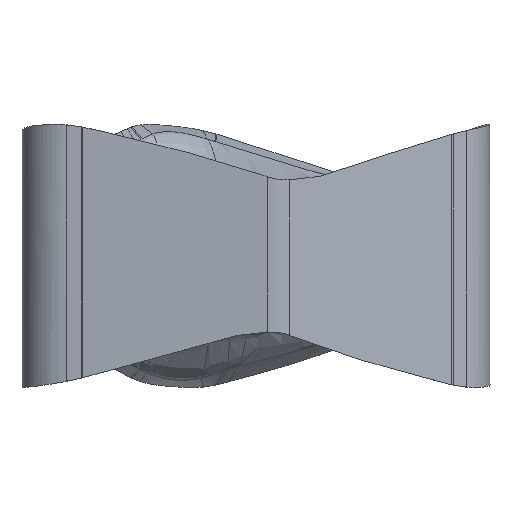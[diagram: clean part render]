
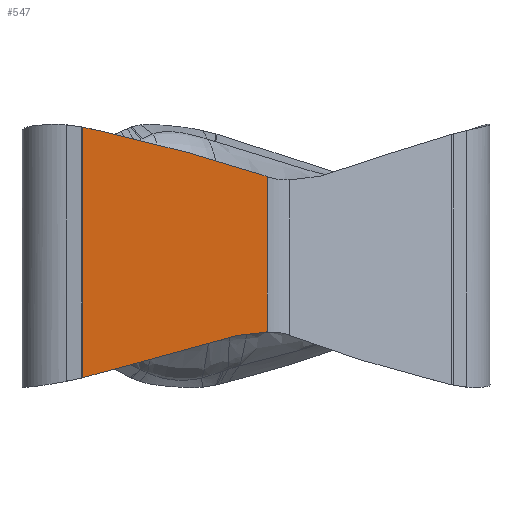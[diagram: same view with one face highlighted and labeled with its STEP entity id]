
A CAD part, front view. The second image highlights one B-rep face of the part: STEP entity #547.
In plain terms, the highlighted planar face has unit normal (-0.032, -1, 0).
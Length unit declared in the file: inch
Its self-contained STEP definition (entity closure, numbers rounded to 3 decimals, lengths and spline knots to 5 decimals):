
#89=LINE('',#4750,#188);
#90=LINE('',#4801,#189);
#188=VECTOR('',#2858,1.);
#189=VECTOR('',#2859,1.);
#390=FACE_OUTER_BOUND('',#787,.T.);
#547=ADVANCED_FACE('',(#390),#696,.T.);
#696=PLANE('',#2721);
#787=EDGE_LOOP('',(#1010,#1011,#1012,#1013,#1014,#1015,#1016));
#1010=ORIENTED_EDGE('',*,*,#1966,.T.);
#1011=ORIENTED_EDGE('',*,*,#1967,.F.);
#1012=ORIENTED_EDGE('',*,*,#1968,.F.);
#1013=ORIENTED_EDGE('',*,*,#1965,.F.);
#1014=ORIENTED_EDGE('',*,*,#1969,.F.);
#1015=ORIENTED_EDGE('',*,*,#1970,.F.);
#1016=ORIENTED_EDGE('',*,*,#1971,.F.);
#1731=VERTEX_POINT('',#4704);
#1732=VERTEX_POINT('',#4706);
#1733=VERTEX_POINT('',#4751);
#1734=VERTEX_POINT('',#4752);
#1735=VERTEX_POINT('',#4763);
#1736=VERTEX_POINT('',#4800);
#1737=VERTEX_POINT('',#4802);
#1965=EDGE_CURVE('',#1732,#1731,#2440,.T.);
#1966=EDGE_CURVE('',#1733,#1734,#89,.T.);
#1967=EDGE_CURVE('',#1735,#1734,#2441,.T.);
#1968=EDGE_CURVE('',#1731,#1735,#2442,.T.);
#1969=EDGE_CURVE('',#1736,#1732,#2443,.T.);
#1970=EDGE_CURVE('',#1737,#1736,#90,.T.);
#1971=EDGE_CURVE('',#1733,#1737,#2444,.T.);
#2440=B_SPLINE_CURVE_WITH_KNOTS('',3,(#4707,#4708,#4709,#4710,#4711,#4712,
#4713),.UNSPECIFIED.,.F.,.F.,(4,3,4),(0.,0.38923,1.),
 .UNSPECIFIED.);
#2441=B_SPLINE_CURVE_WITH_KNOTS('',3,(#4753,#4754,#4755,#4756,#4757,#4758,
#4759,#4760,#4761,#4762),.UNSPECIFIED.,.F.,.F.,(4,3,3,4),(0.,0.34354,
0.67177,1.),.UNSPECIFIED.);
#2442=B_SPLINE_CURVE_WITH_KNOTS('',3,(#4764,#4765,#4766,#4767,#4768,#4769,
#4770,#4771,#4772,#4773,#4774,#4775,#4776,#4777,#4778,#4779,#4780,#4781,
#4782,#4783,#4784,#4785,#4786,#4787,#4788,#4789,#4790,#4791,#4792,#4793),
 .UNSPECIFIED.,.F.,.F.,(4,1,1,1,1,1,1,1,1,1,1,1,1,1,1,1,1,1,1,1,1,1,1,1,
1,1,1,4),(0.,0.0363,0.10067,0.11441,0.16504,
0.22882,0.22941,0.28603,0.29378,
0.34323,0.35815,0.40044,0.42252,
0.45764,0.48688,0.52544,0.55125,
0.59323,0.61562,0.67999,0.72882,0.74436,
0.80873,0.86441,0.8731,0.93747,
0.96965,1.),.UNSPECIFIED.);
#2443=B_SPLINE_CURVE_WITH_KNOTS('',3,(#4794,#4795,#4796,#4797,#4798,#4799),
 .UNSPECIFIED.,.F.,.F.,(4,1,1,4),(0.,0.33333,0.66667,1.),
 .UNSPECIFIED.);
#2444=B_SPLINE_CURVE_WITH_KNOTS('',3,(#4803,#4804,#4805,#4806,#4807,#4808),
 .UNSPECIFIED.,.F.,.F.,(4,2,4),(0.,0.5,1.),.UNSPECIFIED.);
#2721=AXIS2_PLACEMENT_3D('',#4809,#2860,#2861);
#2858=DIRECTION('',(0.,0.,1.));
#2859=DIRECTION('',(0.,0.,1.));
#2860=DIRECTION('',(-0.032,-0.999,0.));
#2861=DIRECTION('',(-0.999,0.032,0.));
#4704=CARTESIAN_POINT('',(-0.17355,-0.27017,0.2664));
#4706=CARTESIAN_POINT('',(-0.18894,-0.26968,0.26976));
#4707=CARTESIAN_POINT('',(-0.18894,-0.26968,0.26976));
#4708=CARTESIAN_POINT('',(-0.18694,-0.26975,0.26933));
#4709=CARTESIAN_POINT('',(-0.18495,-0.26981,0.2689));
#4710=CARTESIAN_POINT('',(-0.18295,-0.26987,0.26846));
#4711=CARTESIAN_POINT('',(-0.17981,-0.26997,0.26778));
#4712=CARTESIAN_POINT('',(-0.17668,-0.27007,0.26709));
#4713=CARTESIAN_POINT('',(-0.17355,-0.27017,0.2664));
#4750=CARTESIAN_POINT('',(0.04985,-0.27733,-0.00398));
#4751=CARTESIAN_POINT('',(0.04985,-0.27733,-0.00398));
#4752=CARTESIAN_POINT('',(0.04985,-0.27733,0.2051));
#4753=CARTESIAN_POINT('',(0.04204,-0.27708,0.20771));
#4754=CARTESIAN_POINT('',(0.04294,-0.27711,0.20741));
#4755=CARTESIAN_POINT('',(0.04383,-0.27714,0.20711));
#4756=CARTESIAN_POINT('',(0.04472,-0.27716,0.20681));
#4757=CARTESIAN_POINT('',(0.04558,-0.27719,0.20653));
#4758=CARTESIAN_POINT('',(0.04643,-0.27722,0.20624));
#4759=CARTESIAN_POINT('',(0.04728,-0.27725,0.20595));
#4760=CARTESIAN_POINT('',(0.04814,-0.27727,0.20566));
#4761=CARTESIAN_POINT('',(0.04899,-0.2773,0.20537));
#4762=CARTESIAN_POINT('',(0.04985,-0.27733,0.2051));
#4763=CARTESIAN_POINT('',(0.04204,-0.27708,0.20771));
#4764=CARTESIAN_POINT('',(-0.17355,-0.27017,0.2664));
#4765=CARTESIAN_POINT('',(-0.17143,-0.27024,0.26593));
#4766=CARTESIAN_POINT('',(-0.16543,-0.27043,0.2646));
#4767=CARTESIAN_POINT('',(-0.15816,-0.27067,0.26296));
#4768=CARTESIAN_POINT('',(-0.14956,-0.27094,0.26099));
#4769=CARTESIAN_POINT('',(-0.14064,-0.27123,0.25892));
#4770=CARTESIAN_POINT('',(-0.13203,-0.2715,0.25687));
#4771=CARTESIAN_POINT('',(-0.12257,-0.27181,0.25459));
#4772=CARTESIAN_POINT('',(-0.11729,-0.27198,0.2533));
#4773=CARTESIAN_POINT('',(-0.10766,-0.27228,0.25092));
#4774=CARTESIAN_POINT('',(-0.10134,-0.27249,0.24933));
#4775=CARTESIAN_POINT('',(-0.09152,-0.2728,0.24683));
#4776=CARTESIAN_POINT('',(-0.08388,-0.27305,0.24485));
#4777=CARTESIAN_POINT('',(-0.074,-0.27336,0.24225));
#4778=CARTESIAN_POINT('',(-0.06525,-0.27364,0.23991));
#4779=CARTESIAN_POINT('',(-0.05502,-0.27397,0.23712));
#4780=CARTESIAN_POINT('',(-0.04623,-0.27425,0.23468));
#4781=CARTESIAN_POINT('',(-0.03683,-0.27455,0.23202));
#4782=CARTESIAN_POINT('',(-0.02939,-0.27479,0.22988));
#4783=CARTESIAN_POINT('',(-0.01941,-0.27511,0.22697));
#4784=CARTESIAN_POINT('',(-0.00971,-0.27542,0.22409));
#4785=CARTESIAN_POINT('',(-0.00134,-0.27569,0.22155));
#4786=CARTESIAN_POINT('',(0.0066,-0.27594,0.21911));
#4787=CARTESIAN_POINT('',(0.01442,-0.27619,0.21667));
#4788=CARTESIAN_POINT('',(0.02117,-0.27641,0.21452));
#4789=CARTESIAN_POINT('',(0.02761,-0.27662,0.21246));
#4790=CARTESIAN_POINT('',(0.03258,-0.27678,0.21084));
#4791=CARTESIAN_POINT('',(0.03817,-0.27695,0.209));
#4792=CARTESIAN_POINT('',(0.04079,-0.27704,0.20812));
#4793=CARTESIAN_POINT('',(0.04204,-0.27708,0.20771));
#4794=CARTESIAN_POINT('',(-0.19844,-0.26938,0.27178));
#4795=CARTESIAN_POINT('',(-0.19738,-0.26941,0.27156));
#4796=CARTESIAN_POINT('',(-0.19527,-0.26948,0.27111));
#4797=CARTESIAN_POINT('',(-0.19211,-0.26958,0.27043));
#4798=CARTESIAN_POINT('',(-0.19,-0.26965,0.26998));
#4799=CARTESIAN_POINT('',(-0.18894,-0.26968,0.26976));
#4800=CARTESIAN_POINT('',(-0.19844,-0.26938,0.27178));
#4801=CARTESIAN_POINT('',(-0.19844,-0.26938,-0.06532));
#4802=CARTESIAN_POINT('',(-0.19844,-0.26938,-0.06532));
#4803=CARTESIAN_POINT('',(0.04985,-0.27733,-0.00398));
#4804=CARTESIAN_POINT('',(0.00679,-0.27595,-0.00478));
#4805=CARTESIAN_POINT('',(-0.03375,-0.27465,-0.01911));
#4806=CARTESIAN_POINT('',(-0.11581,-0.27202,-0.04322));
#4807=CARTESIAN_POINT('',(-0.15703,-0.2707,-0.05463));
#4808=CARTESIAN_POINT('',(-0.19844,-0.26938,-0.06532));
#4809=CARTESIAN_POINT('',(-0.19947,-0.26934,-0.29736));
